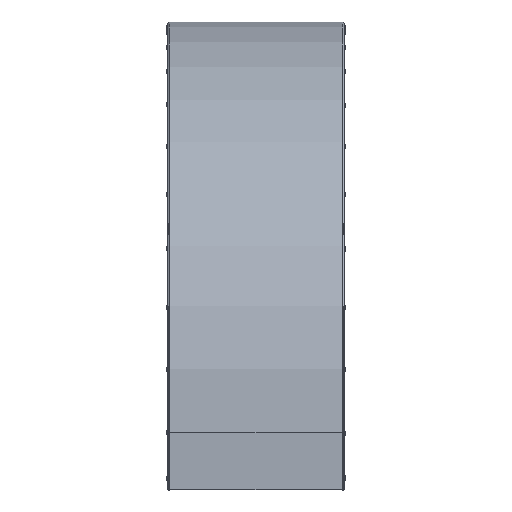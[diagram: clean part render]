
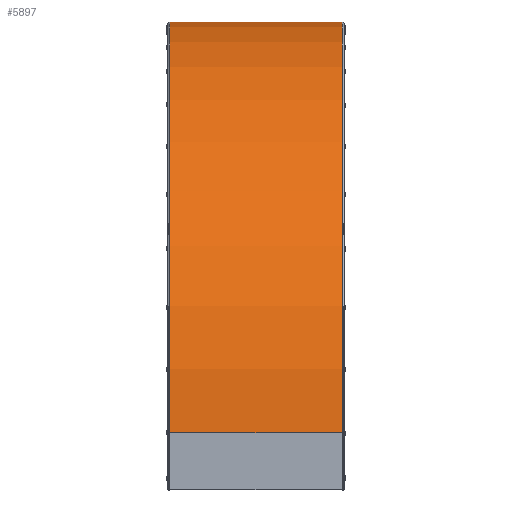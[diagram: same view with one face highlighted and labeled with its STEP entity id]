
A CAD part, top view. The second image highlights one B-rep face of the part: STEP entity #5897.
In plain terms, the highlighted cylindrical face has radius 361 mm (diameter 722 mm), a partial arc.
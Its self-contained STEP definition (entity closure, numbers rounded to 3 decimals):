
#187 = CARTESIAN_POINT ( 'NONE',  ( -75.5, 411., -360. ) ) ;
#188 = ORIENTED_EDGE ( 'NONE', *, *, #6645, .T. ) ;
#566 = EDGE_CURVE ( 'NONE', #7672, #15308, #9404, .T. ) ;
#671 = AXIS2_PLACEMENT_3D ( 'NONE', #15083, #16557, #14290 ) ;
#938 = ORIENTED_EDGE ( 'NONE', *, *, #14599, .T. ) ;
#1125 = ORIENTED_EDGE ( 'NONE', *, *, #9176, .F. ) ;
#2571 = VERTEX_POINT ( 'NONE', #3456 ) ;
#3275 = VECTOR ( 'NONE', #16482, 1000. ) ;
#3456 = CARTESIAN_POINT ( 'NONE',  ( 75.5, 50., 1. ) ) ;
#4972 = DIRECTION ( 'NONE',  ( 0., 0., 1. ) ) ;
#5711 = EDGE_LOOP ( 'NONE', ( #188, #938, #1125, #9685 ) ) ;
#5897 = ADVANCED_FACE ( 'NONE', ( #7692 ), #13976, .T. ) ;
#6364 = DIRECTION ( 'NONE',  ( 1., 0., 0. ) ) ;
#6645 = EDGE_CURVE ( 'NONE', #7672, #2571, #16854, .T. ) ;
#6930 = LINE ( 'NONE', #187, #3275 ) ;
#7250 = DIRECTION ( 'NONE',  ( -1., 0., 0. ) ) ;
#7672 = VERTEX_POINT ( 'NONE', #11418 ) ;
#7692 = FACE_OUTER_BOUND ( 'NONE', #5711, .T. ) ;
#7721 = DIRECTION ( 'NONE',  ( -1., 0., 0. ) ) ;
#7778 = CARTESIAN_POINT ( 'NONE',  ( -75.5, 50., 1. ) ) ;
#7868 = CIRCLE ( 'NONE', #10397, 361. ) ;
#7897 = VERTEX_POINT ( 'NONE', #9254 ) ;
#9176 = EDGE_CURVE ( 'NONE', #15308, #7897, #6930, .T. ) ;
#9254 = CARTESIAN_POINT ( 'NONE',  ( 75.5, 411., -360. ) ) ;
#9404 = CIRCLE ( 'NONE', #671, 361. ) ;
#9685 = ORIENTED_EDGE ( 'NONE', *, *, #566, .F. ) ;
#10397 = AXIS2_PLACEMENT_3D ( 'NONE', #15249, #7250, #16594 ) ;
#10774 = AXIS2_PLACEMENT_3D ( 'NONE', #13067, #7721, #4972 ) ;
#11418 = CARTESIAN_POINT ( 'NONE',  ( -75.5, 50., 1. ) ) ;
#13067 = CARTESIAN_POINT ( 'NONE',  ( 0., 50., -360. ) ) ;
#13976 = CYLINDRICAL_SURFACE ( 'NONE', #10774, 361. ) ;
#14290 = DIRECTION ( 'NONE',  ( 0., 0., 1. ) ) ;
#14527 = CARTESIAN_POINT ( 'NONE',  ( -75.5, 411., -360. ) ) ;
#14599 = EDGE_CURVE ( 'NONE', #2571, #7897, #7868, .T. ) ;
#15083 = CARTESIAN_POINT ( 'NONE',  ( -75.5, 50., -360. ) ) ;
#15249 = CARTESIAN_POINT ( 'NONE',  ( 75.5, 50., -360. ) ) ;
#15308 = VERTEX_POINT ( 'NONE', #14527 ) ;
#16435 = VECTOR ( 'NONE', #6364, 1000. ) ;
#16482 = DIRECTION ( 'NONE',  ( 1., 0., 0. ) ) ;
#16557 = DIRECTION ( 'NONE',  ( -1., 0., 0. ) ) ;
#16594 = DIRECTION ( 'NONE',  ( 0., 0., 1. ) ) ;
#16854 = LINE ( 'NONE', #7778, #16435 ) ;
